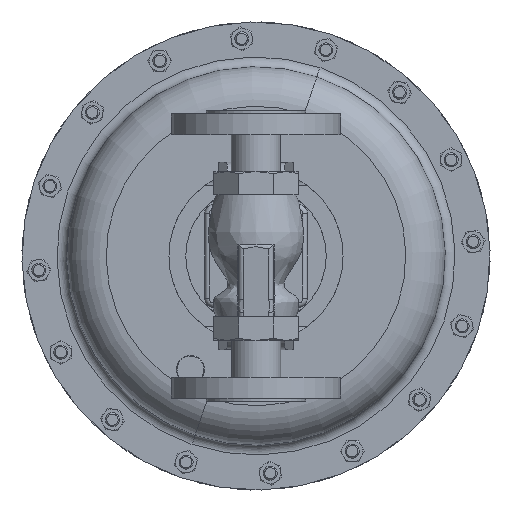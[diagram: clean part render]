
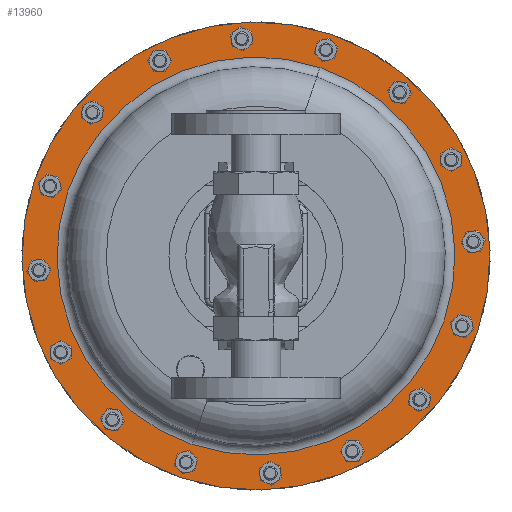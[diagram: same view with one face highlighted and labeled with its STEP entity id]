
A CAD part, front view. The second image highlights one B-rep face of the part: STEP entity #13960.
In plain terms, the highlighted planar face has unit normal (0, -1, 0).
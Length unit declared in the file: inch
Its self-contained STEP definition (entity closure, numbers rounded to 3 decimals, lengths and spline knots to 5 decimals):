
#595 = CARTESIAN_POINT ( 'NONE',  ( 0., 9.4, -2.25 ) ) ;
#689 = ORIENTED_EDGE ( 'NONE', *, *, #20090, .F. ) ;
#941 = AXIS2_PLACEMENT_3D ( 'NONE', #595, #20731, #3476 ) ;
#1772 = CARTESIAN_POINT ( 'NONE',  ( 0., 9.4, -2.25 ) ) ;
#1905 = DIRECTION ( 'NONE',  ( 0., -1., 0. ) ) ;
#3476 = DIRECTION ( 'NONE',  ( -0.321, 0., -0.947 ) ) ;
#4481 = CARTESIAN_POINT ( 'NONE',  ( -2.009, 9.4, -8.16831 ) ) ;
#4651 = DIRECTION ( 'NONE',  ( -0.321, 0., -0.947 ) ) ;
#4910 = FACE_OUTER_BOUND ( 'NONE', #28176, .T. ) ;
#5298 = ORIENTED_EDGE ( 'NONE', *, *, #29749, .F. ) ;
#6545 = AXIS2_PLACEMENT_3D ( 'NONE', #7046, #27143, #9904 ) ;
#6960 = CIRCLE ( 'NONE', #941, 6.25 ) ;
#7046 = CARTESIAN_POINT ( 'NONE',  ( 0., 9.4, -2.25 ) ) ;
#9383 = VERTEX_POINT ( 'NONE', #21616 ) ;
#9904 = DIRECTION ( 'NONE',  ( -0.321, 0., -0.947 ) ) ;
#10609 = CARTESIAN_POINT ( 'NONE',  ( -5.91831, 9.4, -0.241 ) ) ;
#12041 = AXIS2_PLACEMENT_3D ( 'NONE', #10609, #1905, #33641 ) ;
#13486 = PLANE ( 'NONE',  #12041 ) ;
#13704 = EDGE_LOOP ( 'NONE', ( #32981, #35984 ) ) ;
#13960 = ADVANCED_FACE ( 'NONE', ( #14349, #4910 ), #13486, .T. ) ;
#14349 = FACE_BOUND ( 'NONE', #13704, .T. ) ;
#14493 = AXIS2_PLACEMENT_3D ( 'NONE', #1772, #21901, #4651 ) ;
#15977 = DIRECTION ( 'NONE',  ( 0., 1., 0. ) ) ;
#17020 = EDGE_CURVE ( 'NONE', #25175, #9383, #21881, .T. ) ;
#17460 = CARTESIAN_POINT ( 'NONE',  ( 2.009, 9.4, 3.66831 ) ) ;
#20090 = EDGE_CURVE ( 'NONE', #28531, #29686, #31189, .T. ) ;
#20731 = DIRECTION ( 'NONE',  ( 0., 1., 0. ) ) ;
#21049 = EDGE_CURVE ( 'NONE', #9383, #25175, #30797, .T. ) ;
#21616 = CARTESIAN_POINT ( 'NONE',  ( 1.70845, 9.4, 2.78293 ) ) ;
#21881 = CIRCLE ( 'NONE', #14493, 5.315 ) ;
#21901 = DIRECTION ( 'NONE',  ( 0., 1., 0. ) ) ;
#25175 = VERTEX_POINT ( 'NONE', #35599 ) ;
#27143 = DIRECTION ( 'NONE',  ( 0., 1., 0. ) ) ;
#28176 = EDGE_LOOP ( 'NONE', ( #689, #5298 ) ) ;
#28531 = VERTEX_POINT ( 'NONE', #4481 ) ;
#29468 = AXIS2_PLACEMENT_3D ( 'NONE', #33247, #15977, #36144 ) ;
#29686 = VERTEX_POINT ( 'NONE', #17460 ) ;
#29749 = EDGE_CURVE ( 'NONE', #29686, #28531, #6960, .T. ) ;
#30797 = CIRCLE ( 'NONE', #29468, 5.315 ) ;
#31189 = CIRCLE ( 'NONE', #6545, 6.25 ) ;
#32981 = ORIENTED_EDGE ( 'NONE', *, *, #17020, .T. ) ;
#33247 = CARTESIAN_POINT ( 'NONE',  ( 0., 9.4, -2.25 ) ) ;
#33641 = DIRECTION ( 'NONE',  ( 0.321, 0., 0.947 ) ) ;
#35599 = CARTESIAN_POINT ( 'NONE',  ( -1.70845, 9.4, -7.28293 ) ) ;
#35984 = ORIENTED_EDGE ( 'NONE', *, *, #21049, .T. ) ;
#36144 = DIRECTION ( 'NONE',  ( -0.321, 0., -0.947 ) ) ;
